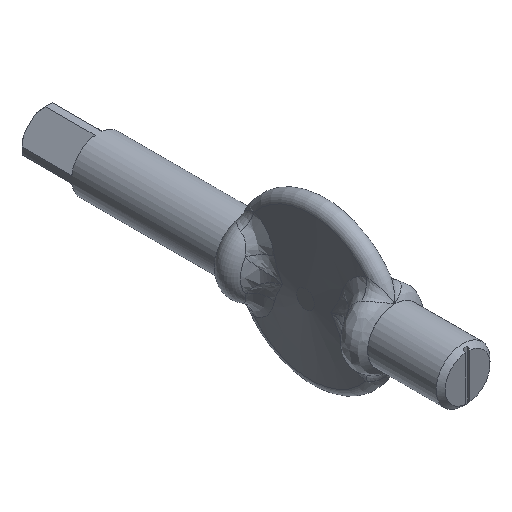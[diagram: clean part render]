
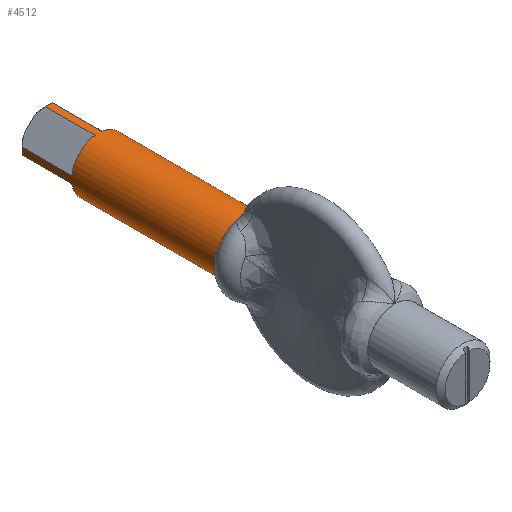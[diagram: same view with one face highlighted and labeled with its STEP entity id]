
A CAD part, isometric view. The second image highlights one B-rep face of the part: STEP entity #4512.
In plain terms, the highlighted cylindrical face has radius 6 mm (diameter 12 mm), a full revolution.
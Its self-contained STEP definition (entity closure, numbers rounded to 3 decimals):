
#3903=CARTESIAN_POINT('',(0.767,60.,-5.951));
#3904=VERTEX_POINT('',#3903);
#3918=CARTESIAN_POINT('',(-0.767,60.,-5.951));
#3919=VERTEX_POINT('',#3918);
#3920=CARTESIAN_POINT('',(0.0,60.,0.0));
#3921=DIRECTION('',(0.0,1.0,0.0));
#3922=DIRECTION('',(1.0,0.0,0.0));
#3923=AXIS2_PLACEMENT_3D('',#3920,#3921,#3922);
#3924=CIRCLE('',#3923,6.);
#3925=EDGE_CURVE('',#3904,#3919,#3924,.T.);
#4009=CARTESIAN_POINT('',(-5.951,60.,-0.767));
#4010=VERTEX_POINT('',#4009);
#4024=CARTESIAN_POINT('',(-5.951,60.,0.767));
#4025=VERTEX_POINT('',#4024);
#4026=CARTESIAN_POINT('',(0.0,60.,0.0));
#4027=DIRECTION('',(0.0,1.0,0.0));
#4028=DIRECTION('',(-1.0,0.0,0.0));
#4029=AXIS2_PLACEMENT_3D('',#4026,#4027,#4028);
#4030=CIRCLE('',#4029,6.);
#4031=EDGE_CURVE('',#4010,#4025,#4030,.T.);
#4104=CARTESIAN_POINT('',(-5.951,49.0,0.767));
#4105=VERTEX_POINT('',#4104);
#4106=CARTESIAN_POINT('',(-5.951,49.0,0.767));
#4107=DIRECTION('',(0.0,1.0,0.0));
#4108=VECTOR('',#4107,11.);
#4109=LINE('',#4106,#4108);
#4110=EDGE_CURVE('',#4105,#4025,#4109,.T.);
#4112=CARTESIAN_POINT('',(-0.767,49.0,5.951));
#4113=VERTEX_POINT('',#4112);
#4120=CARTESIAN_POINT('',(-0.767,60.,5.951));
#4121=VERTEX_POINT('',#4120);
#4122=CARTESIAN_POINT('',(-0.767,49.0,5.951));
#4123=DIRECTION('',(0.0,1.0,0.0));
#4124=VECTOR('',#4123,11.);
#4125=LINE('',#4122,#4124);
#4126=EDGE_CURVE('',#4113,#4121,#4125,.T.);
#4153=CARTESIAN_POINT('',(0.767,60.,5.951));
#4154=VERTEX_POINT('',#4153);
#4155=CARTESIAN_POINT('',(0.0,60.,0.0));
#4156=DIRECTION('',(0.0,1.0,0.0));
#4157=DIRECTION('',(1.0,0.0,0.0));
#4158=AXIS2_PLACEMENT_3D('',#4155,#4156,#4157);
#4159=CIRCLE('',#4158,6.);
#4160=EDGE_CURVE('',#4121,#4154,#4159,.T.);
#4186=CARTESIAN_POINT('',(5.951,60.,0.767));
#4187=VERTEX_POINT('',#4186);
#4201=CARTESIAN_POINT('',(5.951,60.,-0.767));
#4202=VERTEX_POINT('',#4201);
#4203=CARTESIAN_POINT('',(0.0,60.,0.0));
#4204=DIRECTION('',(0.0,1.0,0.0));
#4205=DIRECTION('',(1.0,0.0,0.0));
#4206=AXIS2_PLACEMENT_3D('',#4203,#4204,#4205);
#4207=CIRCLE('',#4206,6.);
#4208=EDGE_CURVE('',#4187,#4202,#4207,.T.);
#4233=CARTESIAN_POINT('',(5.951,49.0,-0.767));
#4234=VERTEX_POINT('',#4233);
#4235=CARTESIAN_POINT('',(5.951,49.0,-0.767));
#4236=DIRECTION('',(0.0,1.0,0.0));
#4237=VECTOR('',#4236,11.);
#4238=LINE('',#4235,#4237);
#4239=EDGE_CURVE('',#4234,#4202,#4238,.T.);
#4241=CARTESIAN_POINT('',(0.767,49.0,-5.951));
#4242=VERTEX_POINT('',#4241);
#4249=CARTESIAN_POINT('',(0.767,49.0,-5.951));
#4250=DIRECTION('',(0.0,1.0,0.0));
#4251=VECTOR('',#4250,11.);
#4252=LINE('',#4249,#4251);
#4253=EDGE_CURVE('',#4242,#3904,#4252,.T.);
#4366=CARTESIAN_POINT('',(-0.767,49.0,-5.951));
#4367=VERTEX_POINT('',#4366);
#4368=CARTESIAN_POINT('',(-0.767,49.0,-5.951));
#4369=DIRECTION('',(0.0,1.0,0.0));
#4370=VECTOR('',#4369,11.);
#4371=LINE('',#4368,#4370);
#4372=EDGE_CURVE('',#4367,#3919,#4371,.T.);
#4374=CARTESIAN_POINT('',(-5.951,49.0,-0.767));
#4375=VERTEX_POINT('',#4374);
#4382=CARTESIAN_POINT('',(-5.951,49.0,-0.767));
#4383=DIRECTION('',(0.0,1.0,0.0));
#4384=VECTOR('',#4383,11.);
#4385=LINE('',#4382,#4384);
#4386=EDGE_CURVE('',#4375,#4010,#4385,.T.);
#4397=CARTESIAN_POINT('',(0.767,49.0,5.951));
#4398=VERTEX_POINT('',#4397);
#4399=CARTESIAN_POINT('',(0.767,49.0,5.951));
#4400=DIRECTION('',(0.0,1.0,0.0));
#4401=VECTOR('',#4400,11.);
#4402=LINE('',#4399,#4401);
#4403=EDGE_CURVE('',#4398,#4154,#4402,.T.);
#4405=CARTESIAN_POINT('',(5.951,49.0,0.767));
#4406=VERTEX_POINT('',#4405);
#4413=CARTESIAN_POINT('',(5.951,49.0,0.767));
#4414=DIRECTION('',(0.0,1.0,0.0));
#4415=VECTOR('',#4414,11.);
#4416=LINE('',#4413,#4415);
#4417=EDGE_CURVE('',#4406,#4187,#4416,.T.);
#4430=CARTESIAN_POINT('',(0.0,49.0,0.0));
#4431=DIRECTION('',(0.0,-1.0,0.0));
#4432=DIRECTION('',(1.0,0.0,0.0));
#4433=AXIS2_PLACEMENT_3D('',#4430,#4431,#4432);
#4434=CIRCLE('',#4433,6.);
#4435=EDGE_CURVE('',#4406,#4398,#4434,.T.);
#4446=CARTESIAN_POINT('',(0.0,49.0,0.0));
#4447=DIRECTION('',(0.0,-1.0,0.0));
#4448=DIRECTION('',(1.0,0.0,0.0));
#4449=AXIS2_PLACEMENT_3D('',#4446,#4447,#4448);
#4450=CIRCLE('',#4449,6.);
#4451=EDGE_CURVE('',#4242,#4234,#4450,.T.);
#4462=CARTESIAN_POINT('',(0.0,49.0,0.0));
#4463=DIRECTION('',(0.0,-1.0,0.0));
#4464=DIRECTION('',(1.0,0.0,0.0));
#4465=AXIS2_PLACEMENT_3D('',#4462,#4463,#4464);
#4466=CIRCLE('',#4465,6.);
#4467=EDGE_CURVE('',#4113,#4105,#4466,.T.);
#4472=CARTESIAN_POINT('',(0.0,49.0,0.0));
#4473=DIRECTION('',(0.0,-1.0,0.0));
#4474=DIRECTION('',(1.0,0.0,0.0));
#4475=AXIS2_PLACEMENT_3D('',#4472,#4473,#4474);
#4476=CYLINDRICAL_SURFACE('',#4475,6.);
#4477=ORIENTED_EDGE('',*,*,#4031,.F.);
#4478=ORIENTED_EDGE('',*,*,#4386,.F.);
#4479=CARTESIAN_POINT('',(0.0,49.0,0.0));
#4480=DIRECTION('',(0.0,-1.0,0.0));
#4481=DIRECTION('',(1.0,0.0,0.0));
#4482=AXIS2_PLACEMENT_3D('',#4479,#4480,#4481);
#4483=CIRCLE('',#4482,6.);
#4484=EDGE_CURVE('',#4375,#4367,#4483,.T.);
#4485=ORIENTED_EDGE('',*,*,#4484,.T.);
#4486=ORIENTED_EDGE('',*,*,#4372,.T.);
#4487=ORIENTED_EDGE('',*,*,#3925,.F.);
#4488=ORIENTED_EDGE('',*,*,#4253,.F.);
#4489=ORIENTED_EDGE('',*,*,#4451,.T.);
#4490=ORIENTED_EDGE('',*,*,#4239,.T.);
#4491=ORIENTED_EDGE('',*,*,#4208,.F.);
#4492=ORIENTED_EDGE('',*,*,#4417,.F.);
#4493=ORIENTED_EDGE('',*,*,#4435,.T.);
#4494=ORIENTED_EDGE('',*,*,#4403,.T.);
#4495=ORIENTED_EDGE('',*,*,#4160,.F.);
#4496=ORIENTED_EDGE('',*,*,#4126,.F.);
#4497=ORIENTED_EDGE('',*,*,#4467,.T.);
#4498=ORIENTED_EDGE('',*,*,#4110,.T.);
#4499=EDGE_LOOP('',(#4477,#4478,#4485,#4486,#4487,#4488,#4489,#4490,#4491,#4492,#4493,#4494,#4495,#4496,#4497,#4498));
#4500=FACE_OUTER_BOUND('',#4499,.T.);
#4501=CARTESIAN_POINT('',(-6.,16.811,0.));
#4502=VERTEX_POINT('',#4501);
#4503=CARTESIAN_POINT('',(0.0,16.811,0.0));
#4504=DIRECTION('',(0.0,-1.0,0.0));
#4505=DIRECTION('',(1.0,0.0,0.0));
#4506=AXIS2_PLACEMENT_3D('',#4503,#4504,#4505);
#4507=CIRCLE('',#4506,6.);
#4508=EDGE_CURVE('',#4502,#4502,#4507,.T.);
#4509=ORIENTED_EDGE('',*,*,#4508,.F.);
#4510=EDGE_LOOP('',(#4509));
#4511=FACE_BOUND('',#4510,.T.);
#4512=ADVANCED_FACE('',(#4500,#4511),#4476,.T.);
